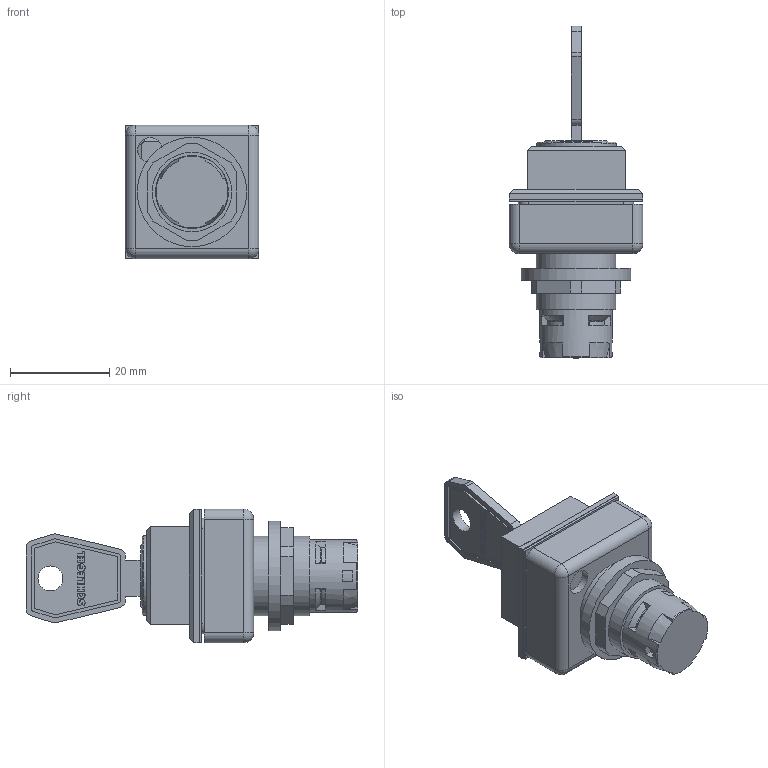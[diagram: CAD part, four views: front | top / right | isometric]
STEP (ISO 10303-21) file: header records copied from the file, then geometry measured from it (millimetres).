
FILE_DESCRIPTION(/* description */ (''),/* implementation_level */ '2;1');
FILE_NAME(/* name */ 'QXJSSA23E.stp',/* time_stamp */ '2020-09-02T10:34:12+02:00',/* author */ ('thagel'),/* organization */ (''),/* preprocessor_version */ 'ST-DEVELOPER v17.2',/* originating_system */ 'Autodesk Inventor 2019',/* authorisation */ '');
FILE_SCHEMA (('AUTOMOTIVE_DESIGN { 1 0 10303 214 3 1 1 }'));
Length unit declared in the file: millimetre
Products named in the file (1): QXJSSA23E
Bounding box: 26.9 x 66.8 x 26.9 mm (x, y, z)
Volume: 17172.4 mm3; surface area: 8920.7 mm2
Topology: 1 solids, 5 shells, 926 faces, 2575 edges, 1686 vertices
Faces by surface type: plane 749, cylinder 103, sphere 22, cone 20, bspline 18, torus 14
Full cylindrical faces by diameter (mm): 5 x2, 12.9 x1, 13.05 x1, 14.65 x1, 16 x3, 16.25 x1, 16.5 x1, 19.5 x1, 22 x1
Entity records: 30964 total; most frequent: CARTESIAN_POINT 7374, ORIENTED_EDGE 5110, DIRECTION 4519, EDGE_CURVE 2555, LINE 2145, VECTOR 2145, VERTEX_POINT 1686, AXIS2_PLACEMENT_3D 1187
